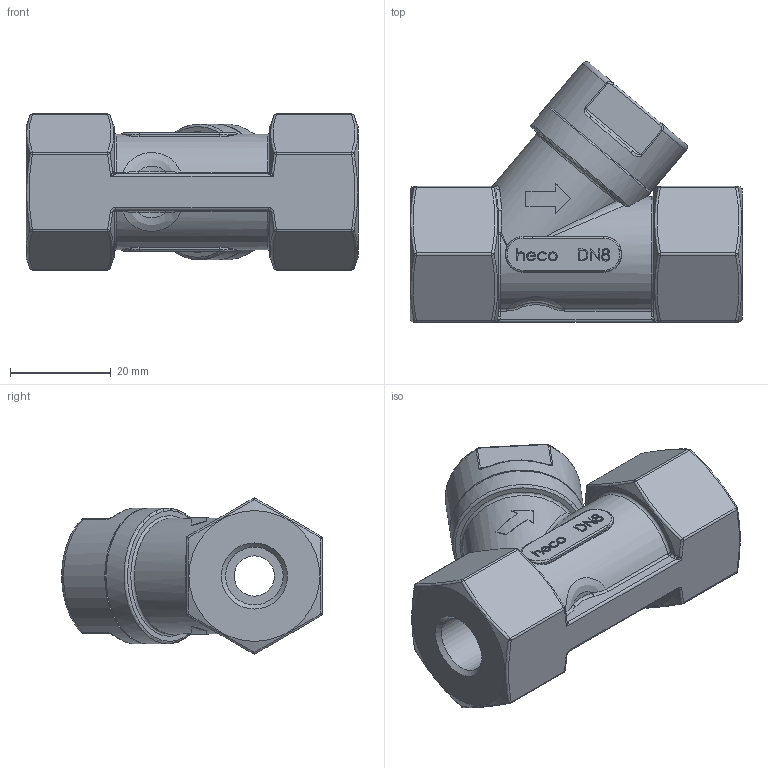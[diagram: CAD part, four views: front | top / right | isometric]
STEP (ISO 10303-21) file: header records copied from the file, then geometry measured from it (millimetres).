
FILE_DESCRIPTION (( 'STEP AP214' ), '1' );
FILE_NAME ('RV-014-000-4 Rückschlagventil heco step214.STEP', '2013-12-09T10:10:52', ( 'test' ), ( '' ), 'SwSTEP 2.0', 'SolidWorks 2011', '' );
FILE_SCHEMA (( 'AUTOMOTIVE_DESIGN' ));
Length unit declared in the file: millimetre
Products named in the file (1): RV-014-000-4 Rückschlagventil heco step214
Bounding box: 66 x 51.8 x 31.02 mm (x, y, z)
Volume: 44187.4 mm3; surface area: 11141.6 mm2
Topology: 1 solids, 5 shells, 553 faces, 1355 edges, 824 vertices
Faces by surface type: bspline 234, plane 203, cylinder 56, sphere 28, torus 23, cone 9
Full cylindrical faces by diameter (mm): 8 x1, 11.445 x2, 27 x2
Entity records: 32586 total; most frequent: CARTESIAN_POINT 15356, ORIENTED_EDGE 2636, DIRECTION 1702, EDGE_CURVE 1318, VERTEX_POINT 821, EDGE_LOOP 603, AXIS2_PLACEMENT_3D 569, LINE 564
